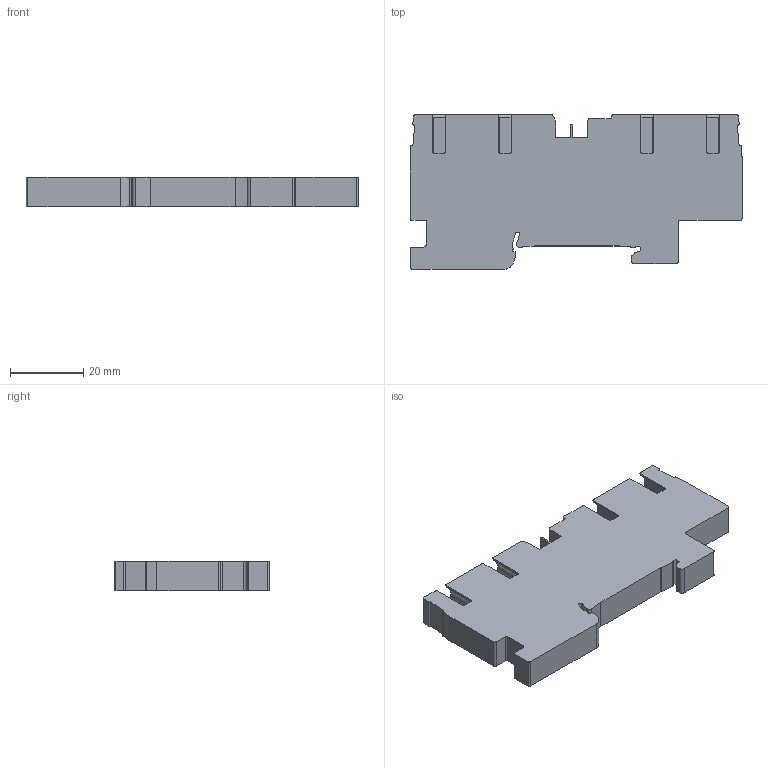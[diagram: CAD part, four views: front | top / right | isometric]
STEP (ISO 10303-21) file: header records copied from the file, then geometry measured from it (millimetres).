
FILE_DESCRIPTION((''),'2;1');
FILE_NAME('PRK6_ISO_4A','2019-09-19T',('Christian Carl'),(''),'CREO PARAMETRIC BY PTC INC, 2016380','CREO PARAMETRIC BY PTC INC, 2016380','');
FILE_SCHEMA(('CONFIG_CONTROL_DESIGN'));
Length unit declared in the file: millimetre
Products named in the file (1): PRK6_ISO_4A
Bounding box: 90.4 x 42 x 8.1 mm (x, y, z)
Volume: 21666 mm3; surface area: 11758.9 mm2
Topology: 1 solids, 9 shells, 387 faces, 1036 edges, 676 vertices
Faces by surface type: plane 230, cylinder 129, cone 28
Entity records: 12108 total; most frequent: CARTESIAN_POINT 2197, ORIENTED_EDGE 2072, DIRECTION 2064, EDGE_CURVE 1036, VECTOR 734, LINE 734, VERTEX_POINT 676, AXIS2_PLACEMENT_3D 665
